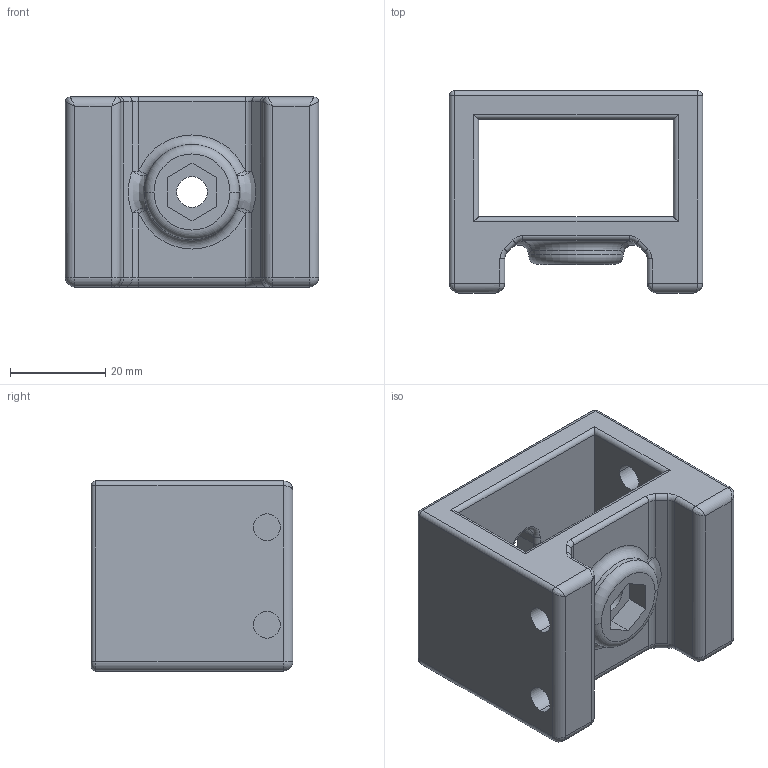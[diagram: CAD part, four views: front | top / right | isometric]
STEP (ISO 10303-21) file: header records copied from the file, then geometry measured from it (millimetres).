
FILE_DESCRIPTION (( 'STEP AP214' ), '1' );
FILE_NAME ('Platform_clamp.STEP', '2024-08-29T20:17:59', ( '' ), ( '' ), 'SwSTEP 2.0', 'SolidWorks 2024', '' );
FILE_SCHEMA (( 'AUTOMOTIVE_DESIGN' ));
Length unit declared in the file: millimetre
Products named in the file (1): Platform_clamp
Bounding box: 53.3 x 42.5 x 40 mm (x, y, z)
Volume: 42630.7 mm3; surface area: 15745.6 mm2
Topology: 1 solids, 1 shells, 132 faces, 308 edges, 172 vertices
Faces by surface type: cylinder 64, plane 33, torus 17, sphere 10, bspline 8
Entity records: 3910 total; most frequent: CARTESIAN_POINT 979, DIRECTION 641, ORIENTED_EDGE 596, EDGE_CURVE 298, AXIS2_PLACEMENT_3D 250, VERTEX_POINT 172, EDGE_LOOP 142, LINE 141
